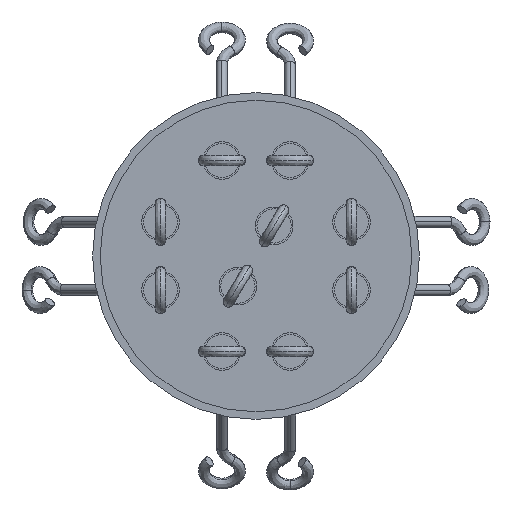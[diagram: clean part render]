
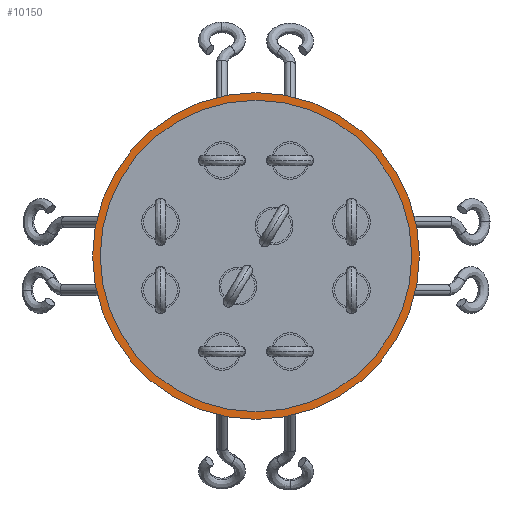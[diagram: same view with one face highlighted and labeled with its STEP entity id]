
A CAD part, front view. The second image highlights one B-rep face of the part: STEP entity #10150.
In plain terms, the highlighted planar face has unit normal (0, -1, 0).
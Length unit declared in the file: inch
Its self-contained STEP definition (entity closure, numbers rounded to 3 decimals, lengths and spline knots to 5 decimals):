
#130 = VERTEX_POINT ( 'NONE', #19224 ) ;
#145 = VERTEX_POINT ( 'NONE', #19192 ) ;
#661 = CIRCLE ( 'NONE', #20076, 0.7485 ) ;
#995 = CARTESIAN_POINT ( 'NONE',  ( 0., -0.5162, 0.7485 ) ) ;
#996 = CARTESIAN_POINT ( 'NONE',  ( 0., -0.5162, -0.7485 ) ) ;
#2352 = AXIS2_PLACEMENT_3D ( 'NONE', #9086, #9087, #9088 ) ;
#2448 = AXIS2_PLACEMENT_3D ( 'NONE', #9518, #9519, #9520 ) ;
#3423 = ORIENTED_EDGE ( 'NONE', *, *, #22687, .F. ) ;
#3424 = ORIENTED_EDGE ( 'NONE', *, *, #18043, .F. ) ;
#3425 = ORIENTED_EDGE ( 'NONE', *, *, #18211, .T. ) ;
#3426 = ORIENTED_EDGE ( 'NONE', *, *, #22742, .T. ) ;
#5429 = CIRCLE ( 'NONE', #2352, 0.7485 ) ;
#5512 = CARTESIAN_POINT ( 'NONE',  ( 0., -0.5162, 0. ) ) ;
#5513 = DIRECTION ( 'NONE',  ( 0., 1., 0. ) ) ;
#5515 = DIRECTION ( 'NONE',  ( 0., 0., 1. ) ) ;
#5824 = CARTESIAN_POINT ( 'NONE',  ( 0., -0.5162, 0. ) ) ;
#5826 = DIRECTION ( 'NONE',  ( 0., 1., 0. ) ) ;
#5828 = DIRECTION ( 'NONE',  ( 0., 0., 1. ) ) ;
#5844 = CIRCLE ( 'NONE', #2448, 0.7135 ) ;
#6238 = CIRCLE ( 'NONE', #20099, 0.7135 ) ;
#9086 = CARTESIAN_POINT ( 'NONE',  ( 0., -0.5162, 0. ) ) ;
#9087 = DIRECTION ( 'NONE',  ( 0., 1., 0. ) ) ;
#9088 = DIRECTION ( 'NONE',  ( 0., 0., 1. ) ) ;
#9518 = CARTESIAN_POINT ( 'NONE',  ( 0., -0.5162, 0. ) ) ;
#9519 = DIRECTION ( 'NONE',  ( 0., 1., 0. ) ) ;
#9520 = DIRECTION ( 'NONE',  ( 0., 0., 1. ) ) ;
#10150 = ADVANCED_FACE ( 'NONE', ( #11729, #11740 ), #23303, .T. ) ;
#11729 = FACE_OUTER_BOUND ( 'NONE', #15266, .T. ) ;
#11740 = FACE_BOUND ( 'NONE', #16014, .T. ) ;
#15266 = EDGE_LOOP ( 'NONE', ( #3423, #3424 ) ) ;
#16014 = EDGE_LOOP ( 'NONE', ( #3425, #3426 ) ) ;
#16181 = VERTEX_POINT ( 'NONE', #995 ) ;
#16182 = VERTEX_POINT ( 'NONE', #996 ) ;
#17903 = AXIS2_PLACEMENT_3D ( 'NONE', #23300, #23305, #23306 ) ;
#18043 = EDGE_CURVE ( 'NONE', #16182, #16181, #5429, .T. ) ;
#18211 = EDGE_CURVE ( 'NONE', #145, #130, #5844, .T. ) ;
#19192 = CARTESIAN_POINT ( 'NONE',  ( 0., -0.5162, 0.7135 ) ) ;
#19224 = CARTESIAN_POINT ( 'NONE',  ( 0., -0.5162, -0.7135 ) ) ;
#20076 = AXIS2_PLACEMENT_3D ( 'NONE', #5512, #5513, #5515 ) ;
#20099 = AXIS2_PLACEMENT_3D ( 'NONE', #5824, #5826, #5828 ) ;
#22687 = EDGE_CURVE ( 'NONE', #16181, #16182, #661, .T. ) ;
#22742 = EDGE_CURVE ( 'NONE', #130, #145, #6238, .T. ) ;
#23300 = CARTESIAN_POINT ( 'NONE',  ( -0.7485, -0.5162, 0. ) ) ;
#23303 = PLANE ( 'NONE',  #17903 ) ;
#23305 = DIRECTION ( 'NONE',  ( 0., -1., 0. ) ) ;
#23306 = DIRECTION ( 'NONE',  ( 0., 0., -1. ) ) ;
